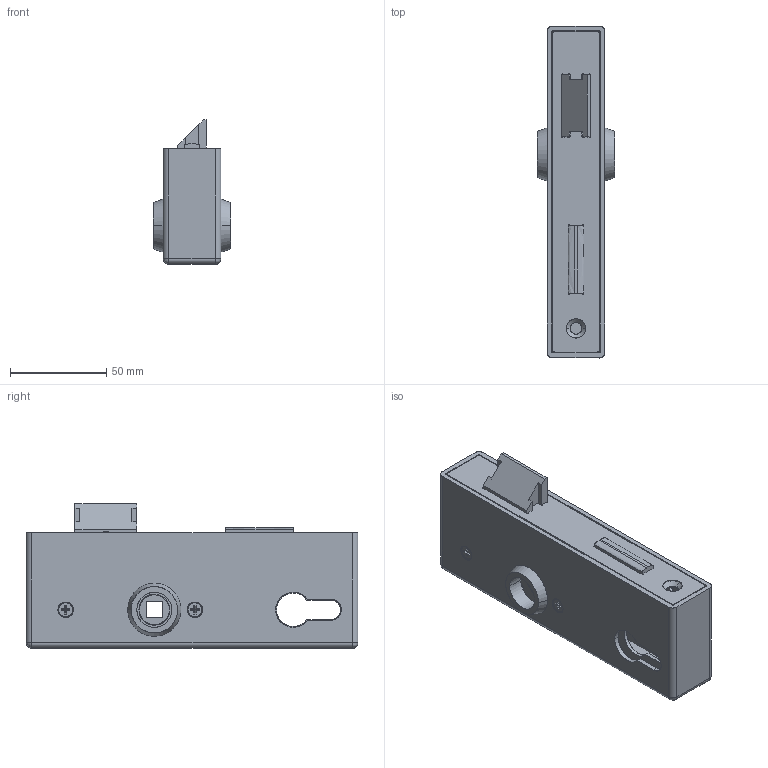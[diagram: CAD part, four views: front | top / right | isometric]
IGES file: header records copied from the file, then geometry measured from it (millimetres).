
Start section: SolidWorks IGES file using analytic representation for surfaces
Global section: file name: 59100-ST.igs; native system: SolidWorks 2018; preprocessor: SolidWorks 2018; author: Christian; date: 231129.101919; units: millimetre
Bounding box: 40 x 172 x 75 mm (x, y, z)
Surface area: 107830 mm2 (no closed solid volume)
Topology: 0 solids, 0 shells, 451 faces, 5595 edges, 5589 vertices
Faces by surface type: revolution 239, bspline 212
